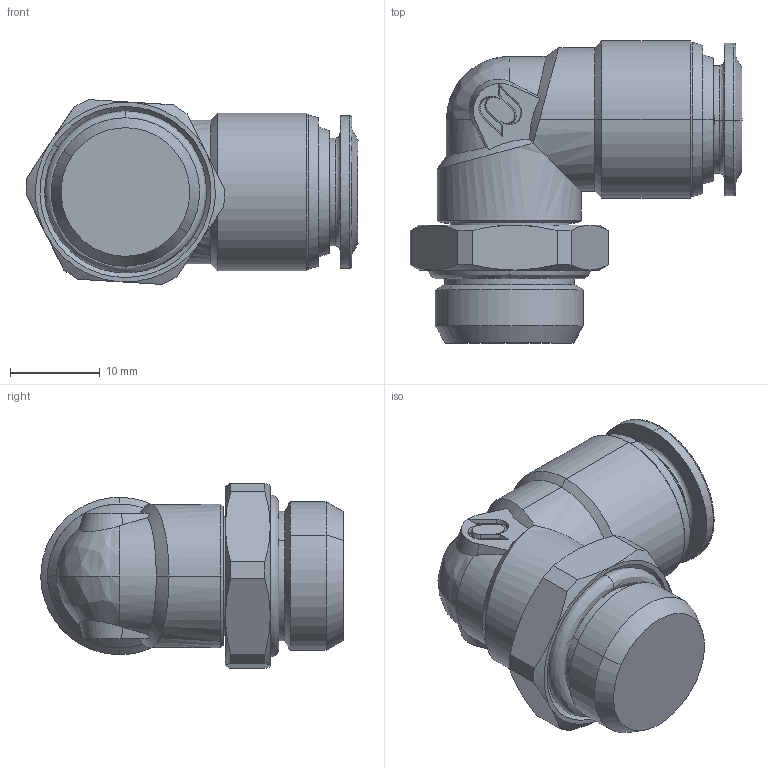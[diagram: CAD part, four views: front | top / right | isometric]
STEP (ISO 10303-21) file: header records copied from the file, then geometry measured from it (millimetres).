
FILE_DESCRIPTION (( 'STEP AP214' ), '1' );
FILE_NAME ('PL10-G03_ME.STEP', '2018-09-06T12:54:28', ( '' ), ( '' ), 'SwSTEP 2.0', 'SolidWorks 2018', '' );
FILE_SCHEMA (( 'AUTOMOTIVE_DESIGN' ));
Length unit declared in the file: millimetre
Products named in the file (1): PL10-G03_ME
Bounding box: 37.01 x 33.7 x 20.6 mm (x, y, z)
Volume: 10744.4 mm3; surface area: 3818 mm2
Topology: 1 solids, 1 shells, 119 faces, 309 edges, 201 vertices
Faces by surface type: bspline 119
Entity records: 6752 total; most frequent: CARTESIAN_POINT 4218, ORIENTED_EDGE 614, EDGE_CURVE 307, B_SPLINE_CURVE_WITH_KNOTS 250, VERTEX_POINT 201, EDGE_LOOP 132, ADVANCED_FACE 119, FACE_OUTER_BOUND 119
